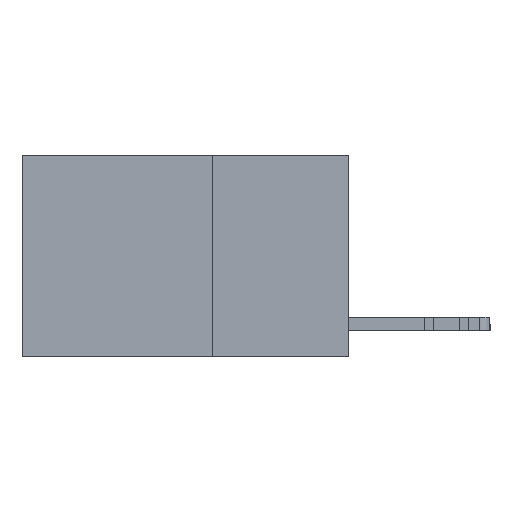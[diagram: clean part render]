
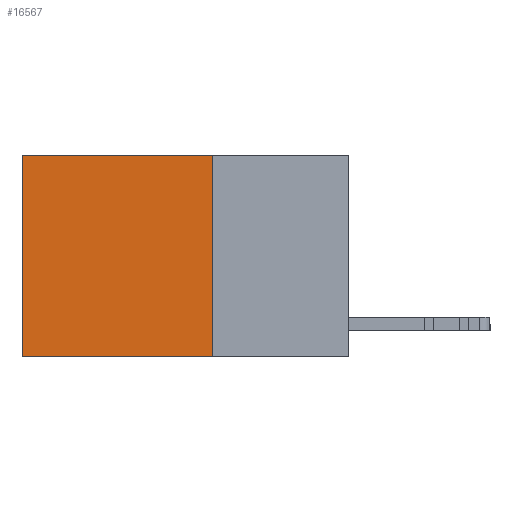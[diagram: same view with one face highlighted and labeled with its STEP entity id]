
A CAD part, left-side view. The second image highlights one B-rep face of the part: STEP entity #16567.
In plain terms, the highlighted planar face has unit normal (-1, 0, 0).
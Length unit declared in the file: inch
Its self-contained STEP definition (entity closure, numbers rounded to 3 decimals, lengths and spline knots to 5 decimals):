
#223 = ORIENTED_EDGE ( 'NONE', *, *, #9235, .F. ) ;
#705 = FACE_OUTER_BOUND ( 'NONE', #16256, .T. ) ;
#854 = DIRECTION ( 'NONE',  ( 0., 1., 0. ) ) ;
#1280 = CARTESIAN_POINT ( 'NONE',  ( 0.2625, 0.25, 0. ) ) ;
#2986 = PLANE ( 'NONE',  #21583 ) ;
#3354 = CARTESIAN_POINT ( 'NONE',  ( 0.2625, 0.6, 0. ) ) ;
#4292 = ORIENTED_EDGE ( 'NONE', *, *, #17320, .F. ) ;
#4354 = LINE ( 'NONE', #18284, #12877 ) ;
#5392 = LINE ( 'NONE', #23668, #16358 ) ;
#5746 = ORIENTED_EDGE ( 'NONE', *, *, #18027, .T. ) ;
#6251 = DIRECTION ( 'NONE',  ( 0., 0., -1. ) ) ;
#6653 = VECTOR ( 'NONE', #16869, 39.37008 ) ;
#9235 = EDGE_CURVE ( 'NONE', #27822, #10507, #14622, .T. ) ;
#9790 = DIRECTION ( 'NONE',  ( 0., 1., 0. ) ) ;
#10507 = VERTEX_POINT ( 'NONE', #28163 ) ;
#10521 = VERTEX_POINT ( 'NONE', #21465 ) ;
#11398 = DIRECTION ( 'NONE',  ( 0., 0., -1. ) ) ;
#12172 = LINE ( 'NONE', #21010, #29243 ) ;
#12192 = EDGE_CURVE ( 'NONE', #23720, #10521, #4354, .T. ) ;
#12877 = VECTOR ( 'NONE', #11398, 39.37008 ) ;
#14622 = LINE ( 'NONE', #28530, #6653 ) ;
#16256 = EDGE_LOOP ( 'NONE', ( #21496, #4292, #223, #5746 ) ) ;
#16358 = VECTOR ( 'NONE', #854, 39.37008 ) ;
#16567 = ADVANCED_FACE ( 'NONE', ( #705 ), #2986, .F. ) ;
#16869 = DIRECTION ( 'NONE',  ( 0., 0., -1. ) ) ;
#17320 = EDGE_CURVE ( 'NONE', #10507, #10521, #12172, .T. ) ;
#18027 = EDGE_CURVE ( 'NONE', #27822, #23720, #5392, .T. ) ;
#18284 = CARTESIAN_POINT ( 'NONE',  ( 0.2625, 0.6, 0. ) ) ;
#19692 = CARTESIAN_POINT ( 'NONE',  ( 0.2625, 0.25, 0. ) ) ;
#21010 = CARTESIAN_POINT ( 'NONE',  ( 0.2625, 0.25, -0.37 ) ) ;
#21465 = CARTESIAN_POINT ( 'NONE',  ( 0.2625, 0.6, -0.37 ) ) ;
#21496 = ORIENTED_EDGE ( 'NONE', *, *, #12192, .T. ) ;
#21583 = AXIS2_PLACEMENT_3D ( 'NONE', #1280, #26609, #6251 ) ;
#23668 = CARTESIAN_POINT ( 'NONE',  ( 0.2625, 0.25, 0. ) ) ;
#23720 = VERTEX_POINT ( 'NONE', #3354 ) ;
#26609 = DIRECTION ( 'NONE',  ( 1., 0., 0. ) ) ;
#27822 = VERTEX_POINT ( 'NONE', #19692 ) ;
#28163 = CARTESIAN_POINT ( 'NONE',  ( 0.2625, 0.25, -0.37 ) ) ;
#28530 = CARTESIAN_POINT ( 'NONE',  ( 0.2625, 0.25, 0. ) ) ;
#29243 = VECTOR ( 'NONE', #9790, 39.37008 ) ;
